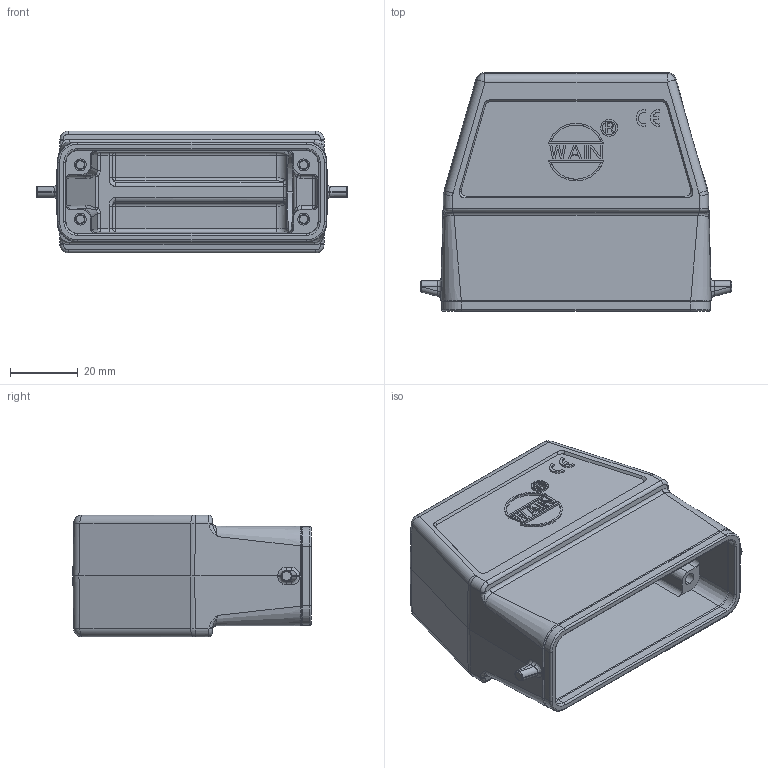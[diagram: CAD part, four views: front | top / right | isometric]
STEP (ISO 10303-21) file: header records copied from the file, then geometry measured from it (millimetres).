
FILE_DESCRIPTION(/* description */ (''),/* implementation_level */ '2;1');
FILE_NAME(/* name */ '3D_1100165105003_H16A-SEH-2B-M25_V1.1.stp',/* time_stamp */ '2024-01-26T15:51:37+08:00',/* author */ (''),/* organization */ (''),/* preprocessor_version */ 'ST-DEVELOPER v18.1',/* originating_system */ 'SIEMENS PLM Software NX 1980',/* authorisation */ '');
FILE_SCHEMA (('AUTOMOTIVE_DESIGN { 1 0 10303 214 3 1 1 1 }'));
Length unit declared in the file: millimetre
Products named in the file (1): 3D_1100165105003_H16A-SEH-2B-M25_V1.0_stp
Bounding box: 91.94 x 70.4 x 36 mm (x, y, z)
Volume: 62408.8 mm3; surface area: 32729.8 mm2
Topology: 1 solids, 1 shells, 599 faces, 1459 edges, 901 vertices
Faces by surface type: plane 274, cylinder 191, torus 49, cone 36, bspline 35, sphere 14
Entity records: 20818 total; most frequent: CARTESIAN_POINT 7653, ORIENTED_EDGE 2910, DIRECTION 2382, EDGE_CURVE 1455, VERTEX_POINT 901, LINE 864, VECTOR 864, AXIS2_PLACEMENT_3D 759
